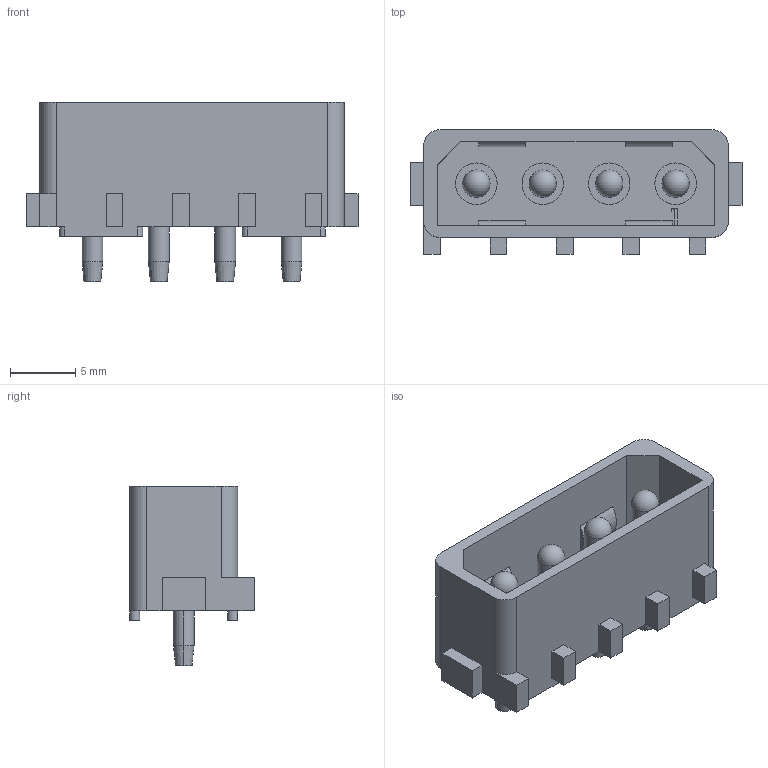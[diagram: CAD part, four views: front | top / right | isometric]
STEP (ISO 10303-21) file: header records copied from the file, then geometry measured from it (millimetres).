
FILE_DESCRIPTION((''),'2;1');
FILE_NAME('TYCO_350211-1.stp','2009-11-04T17:48:01',(''),(''),'Mechanical Desktop 2006','Mechanical Desktop 2006',', , ');
FILE_SCHEMA(('AUTOMOTIVE_DESIGN { 1 2 10303 214 0 1 1 1 }'));
Length unit declared in the file: millimetre
Products named in the file (1): Product
Bounding box: 25.4 x 9.53 x 13.72 mm (x, y, z)
Volume: 971.2 mm3; surface area: 1836.1 mm2
Topology: 9 solids, 9 shells, 136 faces, 451 edges, 451 vertices
Faces by surface type: plane 80, cylinder 44, cone 8, sphere 4
Entity records: 4768 total; most frequent: CARTESIAN_POINT 897, DIRECTION 825, ORIENTED_EDGE 618, VECTOR 319, LINE 319, EDGE_CURVE 309, AXIS2_PLACEMENT_3D 253, VERTEX_POINT 203
